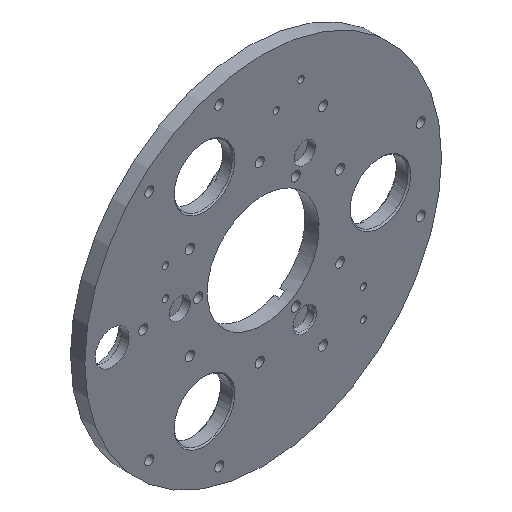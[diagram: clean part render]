
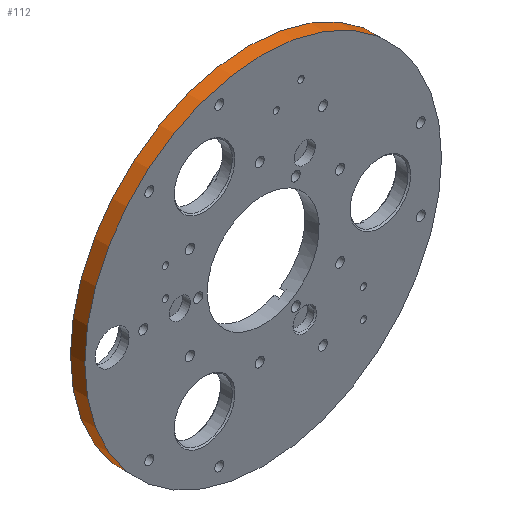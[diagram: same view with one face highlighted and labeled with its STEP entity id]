
A CAD part, isometric view. The second image highlights one B-rep face of the part: STEP entity #112.
In plain terms, the highlighted cylindrical face has radius 68.5 mm (diameter 137 mm), a full revolution.
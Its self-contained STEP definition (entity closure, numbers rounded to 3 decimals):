
#112=ADVANCED_FACE('',(#287,#288),#205,.T.);
#205=CYLINDRICAL_SURFACE('',#1763,68.5);
#287=FACE_BOUND('',#499,.T.);
#288=FACE_BOUND('',#500,.T.);
#499=EDGE_LOOP('',(#753));
#500=EDGE_LOOP('',(#754));
#753=ORIENTED_EDGE('',*,*,#1209,.T.);
#754=ORIENTED_EDGE('',*,*,#1186,.F.);
#1046=VERTEX_POINT('',#2539);
#1065=VERTEX_POINT('',#2598);
#1186=EDGE_CURVE('',#1046,#1046,#1344,.T.);
#1209=EDGE_CURVE('',#1065,#1065,#1355,.T.);
#1344=CIRCLE('',#1746,68.5);
#1355=CIRCLE('',#1762,68.5);
#1746=AXIS2_PLACEMENT_3D('',#2538,#2031,#2032);
#1762=AXIS2_PLACEMENT_3D('',#2597,#2071,#2072);
#1763=AXIS2_PLACEMENT_3D('',#2599,#2073,#2074);
#2031=DIRECTION('',(0.,1.,0.));
#2032=DIRECTION('',(1.,0.,0.));
#2071=DIRECTION('',(0.,1.,0.));
#2072=DIRECTION('',(1.,0.,0.));
#2073=DIRECTION('',(0.,1.,0.));
#2074=DIRECTION('',(0.,0.,1.));
#2538=CARTESIAN_POINT('',(0.,0.,0.));
#2539=CARTESIAN_POINT('',(68.5,0.,0.));
#2597=CARTESIAN_POINT('',(0.,-5.5,0.));
#2598=CARTESIAN_POINT('',(68.5,-5.5,0.));
#2599=CARTESIAN_POINT('',(0.,-5.5,0.));
